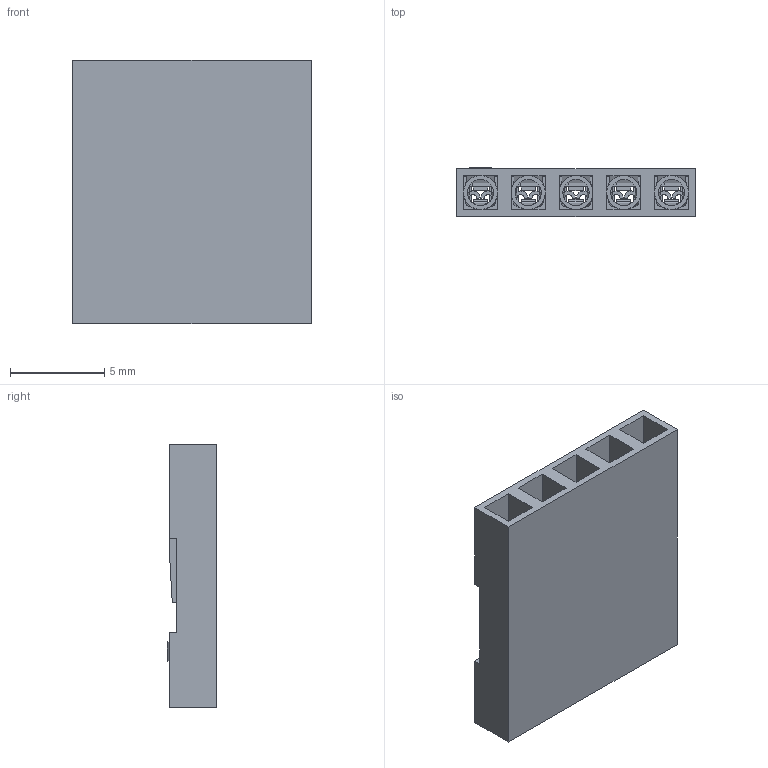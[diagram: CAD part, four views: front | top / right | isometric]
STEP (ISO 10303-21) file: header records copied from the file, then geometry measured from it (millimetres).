
FILE_DESCRIPTION(('STEP AP214'), '1');
FILE_NAME('BLS', '', ('UNSPECIFIED'), ('UNSPECIFIED'), 'ASCON STEP Converter 1.6', 'ASCON Math Kernel', '');
FILE_SCHEMA(('AUTOMOTIVE_DESIGN { 1 0 10303 214 3 1 1}'));
Length unit declared in the file: millimetre
Products named in the file (1): BLS
Bounding box: 12.7 x 2.64 x 14 mm (x, y, z)
Volume: 260.5 mm3; surface area: 1436.3 mm2
Topology: 6 solids, 6 shells, 654 faces, 1843 edges, 1157 vertices
Faces by surface type: plane 469, cylinder 135, bspline 50
Full cylindrical faces by diameter (mm): 1.4 x5, 1.8 x5
Entity records: 27704 total; most frequent: CARTESIAN_POINT 5375, ORIENTED_EDGE 3666, DIRECTION 3388, EDGE_CURVE 1833, LINE 1488, VECTOR 1488, VERTEX_POINT 1157, AXIS2_PLACEMENT_3D 950
